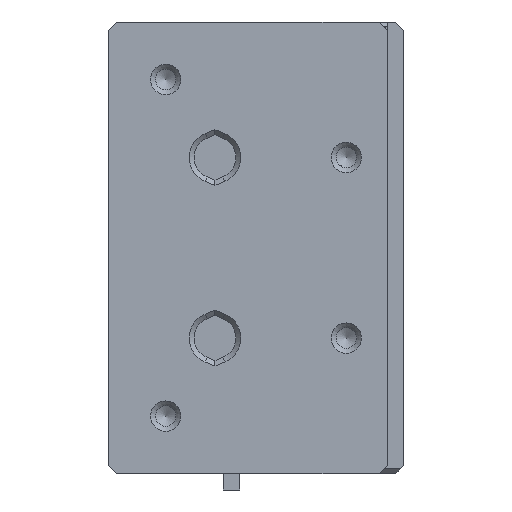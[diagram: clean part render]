
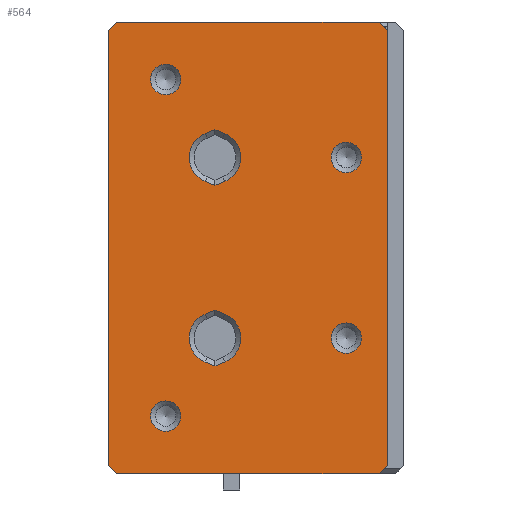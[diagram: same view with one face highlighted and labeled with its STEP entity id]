
A CAD part, left-side view. The second image highlights one B-rep face of the part: STEP entity #564.
In plain terms, the highlighted planar face has unit normal (-1, 0, 0).
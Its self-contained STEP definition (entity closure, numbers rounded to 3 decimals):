
#88 = VERTEX_POINT('',#89);
#89 = CARTESIAN_POINT('',(-54.,-14.,26.5));
#95 = EDGE_CURVE('',#96,#88,#98,.T.);
#96 = VERTEX_POINT('',#97);
#97 = CARTESIAN_POINT('',(-54.,-14.,-26.5));
#98 = LINE('',#99,#100);
#99 = CARTESIAN_POINT('',(-54.,-14.,-27.5));
#100 = VECTOR('',#101,1.);
#101 = DIRECTION('',(0.,0.,1.));
#188 = VERTEX_POINT('',#189);
#189 = CARTESIAN_POINT('',(-54.,-13.,27.5));
#268 = VERTEX_POINT('',#269);
#269 = CARTESIAN_POINT('',(-54.,19.,27.5));
#275 = EDGE_CURVE('',#188,#268,#276,.T.);
#276 = LINE('',#277,#278);
#277 = CARTESIAN_POINT('',(-54.,-14.,27.5));
#278 = VECTOR('',#279,1.);
#279 = DIRECTION('',(0.,1.,0.));
#514 = EDGE_CURVE('',#96,#515,#517,.T.);
#515 = VERTEX_POINT('',#516);
#516 = CARTESIAN_POINT('',(-54.,-13.,-27.5));
#517 = LINE('',#518,#519);
#518 = CARTESIAN_POINT('',(-54.,-13.5,-27.));
#519 = VECTOR('',#520,1.);
#520 = DIRECTION('',(0.,0.707,-0.707));
#564 = ADVANCED_FACE('',(#565,#576,#617,#628,#639,#650,#702),#754,.T.);
#565 = FACE_BOUND('',#566,.T.);
#566 = EDGE_LOOP('',(#567));
#567 = ORIENTED_EDGE('',*,*,#568,.F.);
#568 = EDGE_CURVE('',#569,#569,#571,.T.);
#569 = VERTEX_POINT('',#570);
#570 = CARTESIAN_POINT('',(-54.,-9.,12.85));
#571 = CIRCLE('',#572,1.85);
#572 = AXIS2_PLACEMENT_3D('',#573,#574,#575);
#573 = CARTESIAN_POINT('',(-54.,-9.,11.));
#574 = DIRECTION('',(-1.,0.,0.));
#575 = DIRECTION('',(0.,0.,1.));
#576 = FACE_BOUND('',#577,.T.);
#577 = EDGE_LOOP('',(#578,#579,#585,#586,#594,#602,#610,#616));
#578 = ORIENTED_EDGE('',*,*,#95,.T.);
#579 = ORIENTED_EDGE('',*,*,#580,.T.);
#580 = EDGE_CURVE('',#88,#188,#581,.T.);
#581 = LINE('',#582,#583);
#582 = CARTESIAN_POINT('',(-54.,-27.25,13.25));
#583 = VECTOR('',#584,1.);
#584 = DIRECTION('',(0.,0.707,0.707));
#585 = ORIENTED_EDGE('',*,*,#275,.T.);
#586 = ORIENTED_EDGE('',*,*,#587,.T.);
#587 = EDGE_CURVE('',#268,#588,#590,.T.);
#588 = VERTEX_POINT('',#589);
#589 = CARTESIAN_POINT('',(-54.,20.,26.5));
#590 = LINE('',#591,#592);
#591 = CARTESIAN_POINT('',(-54.,24.75,21.75));
#592 = VECTOR('',#593,1.);
#593 = DIRECTION('',(0.,0.707,-0.707));
#594 = ORIENTED_EDGE('',*,*,#595,.F.);
#595 = EDGE_CURVE('',#596,#588,#598,.T.);
#596 = VERTEX_POINT('',#597);
#597 = CARTESIAN_POINT('',(-54.,20.,-26.5));
#598 = LINE('',#599,#600);
#599 = CARTESIAN_POINT('',(-54.,20.,-27.5));
#600 = VECTOR('',#601,1.);
#601 = DIRECTION('',(0.,0.,1.));
#602 = ORIENTED_EDGE('',*,*,#603,.F.);
#603 = EDGE_CURVE('',#604,#596,#606,.T.);
#604 = VERTEX_POINT('',#605);
#605 = CARTESIAN_POINT('',(-54.,19.,-27.5));
#606 = LINE('',#607,#608);
#607 = CARTESIAN_POINT('',(-54.,11.,-35.5));
#608 = VECTOR('',#609,1.);
#609 = DIRECTION('',(0.,0.707,0.707));
#610 = ORIENTED_EDGE('',*,*,#611,.F.);
#611 = EDGE_CURVE('',#515,#604,#612,.T.);
#612 = LINE('',#613,#614);
#613 = CARTESIAN_POINT('',(-54.,-14.,-27.5));
#614 = VECTOR('',#615,1.);
#615 = DIRECTION('',(0.,1.,0.));
#616 = ORIENTED_EDGE('',*,*,#514,.F.);
#617 = FACE_BOUND('',#618,.T.);
#618 = EDGE_LOOP('',(#619));
#619 = ORIENTED_EDGE('',*,*,#620,.F.);
#620 = EDGE_CURVE('',#621,#621,#623,.T.);
#621 = VERTEX_POINT('',#622);
#622 = CARTESIAN_POINT('',(-54.,-9.,-9.15));
#623 = CIRCLE('',#624,1.85);
#624 = AXIS2_PLACEMENT_3D('',#625,#626,#627);
#625 = CARTESIAN_POINT('',(-54.,-9.,-11.));
#626 = DIRECTION('',(-1.,0.,0.));
#627 = DIRECTION('',(0.,0.,1.));
#628 = FACE_BOUND('',#629,.T.);
#629 = EDGE_LOOP('',(#630));
#630 = ORIENTED_EDGE('',*,*,#631,.F.);
#631 = EDGE_CURVE('',#632,#632,#634,.T.);
#632 = VERTEX_POINT('',#633);
#633 = CARTESIAN_POINT('',(-54.,13.,-18.65));
#634 = CIRCLE('',#635,1.85);
#635 = AXIS2_PLACEMENT_3D('',#636,#637,#638);
#636 = CARTESIAN_POINT('',(-54.,13.,-20.5));
#637 = DIRECTION('',(-1.,0.,0.));
#638 = DIRECTION('',(0.,0.,1.));
#639 = FACE_BOUND('',#640,.T.);
#640 = EDGE_LOOP('',(#641));
#641 = ORIENTED_EDGE('',*,*,#642,.F.);
#642 = EDGE_CURVE('',#643,#643,#645,.T.);
#643 = VERTEX_POINT('',#644);
#644 = CARTESIAN_POINT('',(-54.,13.,22.35));
#645 = CIRCLE('',#646,1.85);
#646 = AXIS2_PLACEMENT_3D('',#647,#648,#649);
#647 = CARTESIAN_POINT('',(-54.,13.,20.5));
#648 = DIRECTION('',(-1.,0.,0.));
#649 = DIRECTION('',(0.,0.,1.));
#650 = FACE_BOUND('',#651,.T.);
#651 = EDGE_LOOP('',(#652,#662,#671,#679,#687,#696));
#652 = ORIENTED_EDGE('',*,*,#653,.T.);
#653 = EDGE_CURVE('',#654,#656,#658,.T.);
#654 = VERTEX_POINT('',#655);
#655 = CARTESIAN_POINT('',(-54.,7.,14.397));
#656 = VERTEX_POINT('',#657);
#657 = CARTESIAN_POINT('',(-54.,5.821,13.921));
#658 = LINE('',#659,#660);
#659 = CARTESIAN_POINT('',(-54.,6.775,14.306));
#660 = VECTOR('',#661,1.);
#661 = DIRECTION('',(0.,-0.927,-0.374
    ));
#662 = ORIENTED_EDGE('',*,*,#663,.T.);
#663 = EDGE_CURVE('',#656,#664,#666,.T.);
#664 = VERTEX_POINT('',#665);
#665 = CARTESIAN_POINT('',(-54.,5.821,8.079));
#666 = CIRCLE('',#667,3.15);
#667 = AXIS2_PLACEMENT_3D('',#668,#669,#670);
#668 = CARTESIAN_POINT('',(-54.,7.,11.));
#669 = DIRECTION('',(1.,0.,-0.));
#670 = DIRECTION('',(0.,-0.374,0.927));
#671 = ORIENTED_EDGE('',*,*,#672,.T.);
#672 = EDGE_CURVE('',#664,#673,#675,.T.);
#673 = VERTEX_POINT('',#674);
#674 = CARTESIAN_POINT('',(-54.,7.,7.603));
#675 = LINE('',#676,#677);
#676 = CARTESIAN_POINT('',(-54.,5.821,8.079));
#677 = VECTOR('',#678,1.);
#678 = DIRECTION('',(0.,0.927,-0.374)
  );
#679 = ORIENTED_EDGE('',*,*,#680,.T.);
#680 = EDGE_CURVE('',#673,#681,#683,.T.);
#681 = VERTEX_POINT('',#682);
#682 = CARTESIAN_POINT('',(-54.,8.179,8.079));
#683 = LINE('',#684,#685);
#684 = CARTESIAN_POINT('',(-54.,7.225,7.694));
#685 = VECTOR('',#686,1.);
#686 = DIRECTION('',(0.,0.927,0.374));
#687 = ORIENTED_EDGE('',*,*,#688,.T.);
#688 = EDGE_CURVE('',#681,#689,#691,.T.);
#689 = VERTEX_POINT('',#690);
#690 = CARTESIAN_POINT('',(-54.,8.179,13.921));
#691 = CIRCLE('',#692,3.15);
#692 = AXIS2_PLACEMENT_3D('',#693,#694,#695);
#693 = CARTESIAN_POINT('',(-54.,7.,11.));
#694 = DIRECTION('',(1.,-0.,0.));
#695 = DIRECTION('',(0.,0.374,-0.927));
#696 = ORIENTED_EDGE('',*,*,#697,.T.);
#697 = EDGE_CURVE('',#689,#654,#698,.T.);
#698 = LINE('',#699,#700);
#699 = CARTESIAN_POINT('',(-54.,8.179,13.921));
#700 = VECTOR('',#701,1.);
#701 = DIRECTION('',(0.,-0.927,0.374)
  );
#702 = FACE_BOUND('',#703,.T.);
#703 = EDGE_LOOP('',(#704,#714,#723,#731,#739,#748));
#704 = ORIENTED_EDGE('',*,*,#705,.T.);
#705 = EDGE_CURVE('',#706,#708,#710,.T.);
#706 = VERTEX_POINT('',#707);
#707 = CARTESIAN_POINT('',(-54.,7.,-7.603));
#708 = VERTEX_POINT('',#709);
#709 = CARTESIAN_POINT('',(-54.,5.821,-8.079));
#710 = LINE('',#711,#712);
#711 = CARTESIAN_POINT('',(-54.,6.775,-7.694));
#712 = VECTOR('',#713,1.);
#713 = DIRECTION('',(0.,-0.927,-0.374
    ));
#714 = ORIENTED_EDGE('',*,*,#715,.T.);
#715 = EDGE_CURVE('',#708,#716,#718,.T.);
#716 = VERTEX_POINT('',#717);
#717 = CARTESIAN_POINT('',(-54.,5.821,-13.921));
#718 = CIRCLE('',#719,3.15);
#719 = AXIS2_PLACEMENT_3D('',#720,#721,#722);
#720 = CARTESIAN_POINT('',(-54.,7.,-11.));
#721 = DIRECTION('',(1.,0.,-0.));
#722 = DIRECTION('',(0.,-0.374,0.927));
#723 = ORIENTED_EDGE('',*,*,#724,.T.);
#724 = EDGE_CURVE('',#716,#725,#727,.T.);
#725 = VERTEX_POINT('',#726);
#726 = CARTESIAN_POINT('',(-54.,7.,-14.397));
#727 = LINE('',#728,#729);
#728 = CARTESIAN_POINT('',(-54.,5.821,-13.921));
#729 = VECTOR('',#730,1.);
#730 = DIRECTION('',(0.,0.927,-0.374)
  );
#731 = ORIENTED_EDGE('',*,*,#732,.T.);
#732 = EDGE_CURVE('',#725,#733,#735,.T.);
#733 = VERTEX_POINT('',#734);
#734 = CARTESIAN_POINT('',(-54.,8.179,-13.921));
#735 = LINE('',#736,#737);
#736 = CARTESIAN_POINT('',(-54.,7.225,-14.306));
#737 = VECTOR('',#738,1.);
#738 = DIRECTION('',(0.,0.927,0.374));
#739 = ORIENTED_EDGE('',*,*,#740,.T.);
#740 = EDGE_CURVE('',#733,#741,#743,.T.);
#741 = VERTEX_POINT('',#742);
#742 = CARTESIAN_POINT('',(-54.,8.179,-8.079));
#743 = CIRCLE('',#744,3.15);
#744 = AXIS2_PLACEMENT_3D('',#745,#746,#747);
#745 = CARTESIAN_POINT('',(-54.,7.,-11.));
#746 = DIRECTION('',(1.,-0.,0.));
#747 = DIRECTION('',(0.,0.374,-0.927));
#748 = ORIENTED_EDGE('',*,*,#749,.T.);
#749 = EDGE_CURVE('',#741,#706,#750,.T.);
#750 = LINE('',#751,#752);
#751 = CARTESIAN_POINT('',(-54.,8.179,-8.079));
#752 = VECTOR('',#753,1.);
#753 = DIRECTION('',(0.,-0.927,0.374)
  );
#754 = PLANE('',#755);
#755 = AXIS2_PLACEMENT_3D('',#756,#757,#758);
#756 = CARTESIAN_POINT('',(-54.,-14.,-27.5));
#757 = DIRECTION('',(-1.,0.,0.));
#758 = DIRECTION('',(0.,1.,0.));
